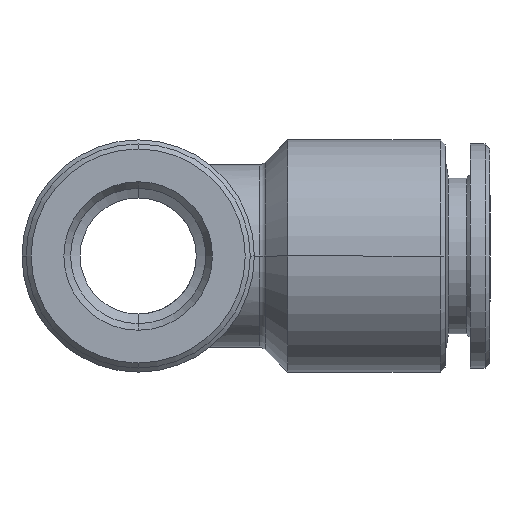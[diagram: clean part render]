
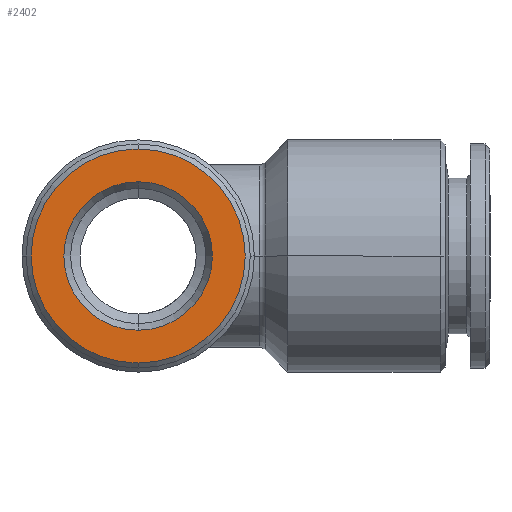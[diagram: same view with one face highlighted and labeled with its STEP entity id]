
A CAD part, left-side view. The second image highlights one B-rep face of the part: STEP entity #2402.
In plain terms, the highlighted planar face has unit normal (-1, 0, 0).
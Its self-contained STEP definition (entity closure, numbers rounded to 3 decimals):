
#123 = CARTESIAN_POINT ( 'NONE',  ( -21.2, 0., 4.475 ) ) ;
#131 = CARTESIAN_POINT ( 'NONE',  ( -21.2, 0., -4.475 ) ) ;
#141 = CARTESIAN_POINT ( 'NONE',  ( -21.2, 0., 6.45 ) ) ;
#142 = CARTESIAN_POINT ( 'NONE',  ( -21.2, 0., -6.45 ) ) ;
#201 = AXIS2_PLACEMENT_3D ( 'NONE', #207, #216, #205 ) ;
#202 = CIRCLE ( 'NONE', #201, 6.45 ) ;
#205 = DIRECTION ( 'NONE',  ( 0., 0., -1. ) ) ;
#207 = CARTESIAN_POINT ( 'NONE',  ( -21.2, 0., 0. ) ) ;
#216 = DIRECTION ( 'NONE',  ( 1., 0., 0. ) ) ;
#1419 = PLANE ( 'NONE',  #1443 ) ;
#1429 = CARTESIAN_POINT ( 'NONE',  ( -21.2, 0., 0. ) ) ;
#1430 = CIRCLE ( 'NONE', #1433, 4.475 ) ;
#1431 = DIRECTION ( 'NONE',  ( 0., 0., -1. ) ) ;
#1432 = DIRECTION ( 'NONE',  ( 1., 0., 0. ) ) ;
#1433 = AXIS2_PLACEMENT_3D ( 'NONE', #1429, #1432, #1431 ) ;
#1434 = DIRECTION ( 'NONE',  ( 0., 0., 1. ) ) ;
#1435 = DIRECTION ( 'NONE',  ( -1., 0., 0. ) ) ;
#1436 = CARTESIAN_POINT ( 'NONE',  ( -21.2, 6.45, 0. ) ) ;
#1443 = AXIS2_PLACEMENT_3D ( 'NONE', #1436, #1435, #1434 ) ;
#1469 = FACE_OUTER_BOUND ( 'NONE', #2490, .T. ) ;
#1470 = FACE_BOUND ( 'NONE', #2403, .T. ) ;
#1547 = VERTEX_POINT ( 'NONE', #123 ) ;
#1548 = VERTEX_POINT ( 'NONE', #131 ) ;
#1568 = VERTEX_POINT ( 'NONE', #142 ) ;
#1569 = VERTEX_POINT ( 'NONE', #141 ) ;
#1592 = EDGE_CURVE ( 'NONE', #1568, #1569, #202, .T. ) ;
#2402 = ADVANCED_FACE ( 'NONE', ( #1470, #1469 ), #1419, .T. ) ;
#2403 = EDGE_LOOP ( 'NONE', ( #2406, #2448 ) ) ;
#2406 = ORIENTED_EDGE ( 'NONE', *, *, #2461, .T. ) ;
#2407 = EDGE_CURVE ( 'NONE', #1548, #1547, #1430, .T. ) ;
#2446 = ORIENTED_EDGE ( 'NONE', *, *, #1592, .F. ) ;
#2448 = ORIENTED_EDGE ( 'NONE', *, *, #2407, .T. ) ;
#2461 = EDGE_CURVE ( 'NONE', #1547, #1548, #2669, .T. ) ;
#2475 = ORIENTED_EDGE ( 'NONE', *, *, #2493, .F. ) ;
#2490 = EDGE_LOOP ( 'NONE', ( #2446, #2475 ) ) ;
#2493 = EDGE_CURVE ( 'NONE', #1569, #1568, #2508, .T. ) ;
#2507 = CARTESIAN_POINT ( 'NONE',  ( -21.2, 0., 0. ) ) ;
#2508 = CIRCLE ( 'NONE', #2509, 6.45 ) ;
#2509 = AXIS2_PLACEMENT_3D ( 'NONE', #2507, #2525, #2524 ) ;
#2524 = DIRECTION ( 'NONE',  ( 0., 0., -1. ) ) ;
#2525 = DIRECTION ( 'NONE',  ( 1., 0., 0. ) ) ;
#2649 = DIRECTION ( 'NONE',  ( 0., 0., -1. ) ) ;
#2660 = CARTESIAN_POINT ( 'NONE',  ( -21.2, 0., 0. ) ) ;
#2667 = DIRECTION ( 'NONE',  ( 1., 0., 0. ) ) ;
#2668 = AXIS2_PLACEMENT_3D ( 'NONE', #2660, #2667, #2649 ) ;
#2669 = CIRCLE ( 'NONE', #2668, 4.475 ) ;
